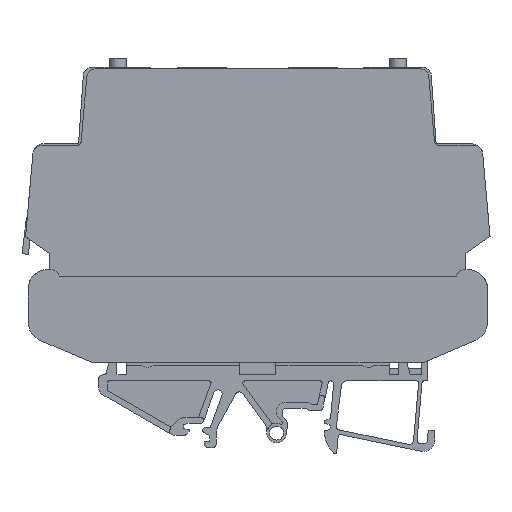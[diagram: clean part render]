
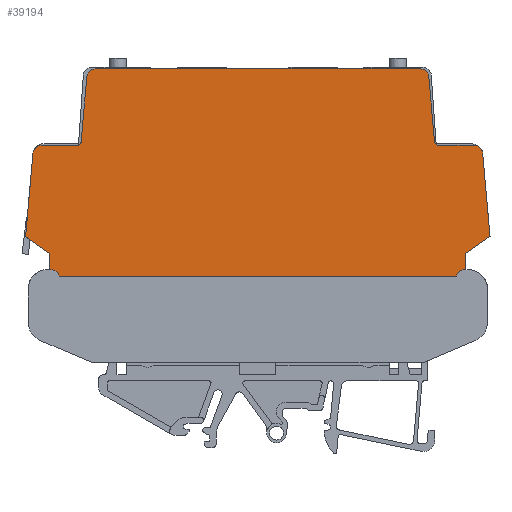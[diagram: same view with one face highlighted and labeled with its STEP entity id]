
A CAD part, left-side view. The second image highlights one B-rep face of the part: STEP entity #39194.
In plain terms, the highlighted planar face has unit normal (-1, 0, 0).
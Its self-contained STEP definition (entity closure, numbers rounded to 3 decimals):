
#39039=AXIS2_PLACEMENT_3D('Plane Axis2P3D',#39036,#39037,#39038) ;
#39059=AXIS2_PLACEMENT_3D('Circle Axis2P3D',#39057,#39058,$) ;
#39073=AXIS2_PLACEMENT_3D('Circle Axis2P3D',#39071,#39072,$) ;
#39087=AXIS2_PLACEMENT_3D('Circle Axis2P3D',#39085,#39086,$) ;
#39101=AXIS2_PLACEMENT_3D('Circle Axis2P3D',#39099,#39100,$) ;
#39115=AXIS2_PLACEMENT_3D('Circle Axis2P3D',#39113,#39114,$) ;
#39129=AXIS2_PLACEMENT_3D('Circle Axis2P3D',#39127,#39128,$) ;
#39162=AXIS2_PLACEMENT_3D('Circle Axis2P3D',#39160,#39161,$) ;
#37609=CARTESIAN_POINT('Vertex',(1.3,103.464,43.352)) ;
#37612=CARTESIAN_POINT('Line Origine',(1.3,103.589,43.352)) ;
#37616=CARTESIAN_POINT('Vertex',(1.3,103.714,43.352)) ;
#37724=CARTESIAN_POINT('Vertex',(1.3,5.963,43.352)) ;
#37750=CARTESIAN_POINT('Vertex',(1.3,5.714,43.352)) ;
#37753=CARTESIAN_POINT('Line Origine',(1.3,5.838,43.352)) ;
#39018=CARTESIAN_POINT('Vertex',(1.3,101.527,41.852)) ;
#39022=CARTESIAN_POINT('Control Point',(1.3,103.464,43.352)) ;
#39023=CARTESIAN_POINT('Control Point',(1.3,102.805,43.352)) ;
#39024=CARTESIAN_POINT('Control Point',(1.3,102.141,43.06)) ;
#39025=CARTESIAN_POINT('Control Point',(1.3,101.692,42.49)) ;
#39026=CARTESIAN_POINT('Control Point',(1.3,101.527,41.852)) ;
#39036=CARTESIAN_POINT('Axis2P3D Location',(1.3,54.714,21.452)) ;
#39041=CARTESIAN_POINT('Line Origine',(1.3,2.857,49.152)) ;
#39045=CARTESIAN_POINT('Vertex',(1.3,0.,51.153)) ;
#39047=CARTESIAN_POINT('Vertex',(1.3,5.714,47.152)) ;
#39050=CARTESIAN_POINT('Line Origine',(1.3,0.861,60.989)) ;
#39054=CARTESIAN_POINT('Vertex',(1.3,1.721,70.826)) ;
#39057=CARTESIAN_POINT('Axis2P3D Location',(1.3,3.714,70.652)) ;
#39061=CARTESIAN_POINT('Vertex',(1.3,3.714,72.652)) ;
#39064=CARTESIAN_POINT('Line Origine',(1.3,7.902,72.652)) ;
#39068=CARTESIAN_POINT('Vertex',(1.3,12.09,72.652)) ;
#39071=CARTESIAN_POINT('Axis2P3D Location',(1.3,12.09,73.652)) ;
#39075=CARTESIAN_POINT('Vertex',(1.3,13.086,73.565)) ;
#39078=CARTESIAN_POINT('Line Origine',(1.3,13.754,81.196)) ;
#39082=CARTESIAN_POINT('Vertex',(1.3,14.421,88.826)) ;
#39085=CARTESIAN_POINT('Axis2P3D Location',(1.3,16.414,88.652)) ;
#39089=CARTESIAN_POINT('Vertex',(1.3,16.414,90.652)) ;
#39092=CARTESIAN_POINT('Line Origine',(1.3,54.714,90.652)) ;
#39096=CARTESIAN_POINT('Vertex',(1.3,93.014,90.652)) ;
#39099=CARTESIAN_POINT('Axis2P3D Location',(1.3,93.014,88.652)) ;
#39103=CARTESIAN_POINT('Vertex',(1.3,95.006,88.826)) ;
#39106=CARTESIAN_POINT('Line Origine',(1.3,95.674,81.196)) ;
#39110=CARTESIAN_POINT('Vertex',(1.3,96.341,73.565)) ;
#39113=CARTESIAN_POINT('Axis2P3D Location',(1.3,97.338,73.652)) ;
#39117=CARTESIAN_POINT('Vertex',(1.3,97.337,72.652)) ;
#39120=CARTESIAN_POINT('Line Origine',(1.3,101.526,72.652)) ;
#39124=CARTESIAN_POINT('Vertex',(1.3,105.714,72.652)) ;
#39127=CARTESIAN_POINT('Axis2P3D Location',(1.3,105.714,70.652)) ;
#39131=CARTESIAN_POINT('Vertex',(1.3,107.706,70.826)) ;
#39134=CARTESIAN_POINT('Line Origine',(1.3,108.567,60.989)) ;
#39138=CARTESIAN_POINT('Vertex',(1.3,109.427,51.153)) ;
#39141=CARTESIAN_POINT('Line Origine',(1.3,106.57,49.152)) ;
#39145=CARTESIAN_POINT('Vertex',(1.3,103.714,47.152)) ;
#39148=CARTESIAN_POINT('Line Origine',(1.3,103.714,45.252)) ;
#39153=CARTESIAN_POINT('Line Origine',(1.3,54.714,41.852)) ;
#39157=CARTESIAN_POINT('Vertex',(1.3,7.9,41.852)) ;
#39160=CARTESIAN_POINT('Axis2P3D Location',(1.3,5.963,41.352)) ;
#39165=CARTESIAN_POINT('Line Origine',(1.3,5.714,45.252)) ;
#37613=DIRECTION('Vector Direction',(0.,-1.,0.)) ;
#37754=DIRECTION('Vector Direction',(0.,-1.,0.)) ;
#39037=DIRECTION('Axis2P3D Direction',(1.,0.,0.)) ;
#39038=DIRECTION('Axis2P3D XDirection',(0.,1.,0.)) ;
#39042=DIRECTION('Vector Direction',(0.,0.819,-0.574)) ;
#39051=DIRECTION('Vector Direction',(0.,-0.087,-0.996)) ;
#39058=DIRECTION('Axis2P3D Direction',(1.,0.,0.)) ;
#39065=DIRECTION('Vector Direction',(0.,-1.,0.)) ;
#39072=DIRECTION('Axis2P3D Direction',(1.,0.,0.)) ;
#39079=DIRECTION('Vector Direction',(0.,-0.087,-0.996)) ;
#39086=DIRECTION('Axis2P3D Direction',(1.,0.,0.)) ;
#39093=DIRECTION('Vector Direction',(0.,-1.,0.)) ;
#39100=DIRECTION('Axis2P3D Direction',(1.,0.,0.)) ;
#39107=DIRECTION('Vector Direction',(0.,-0.087,0.996)) ;
#39114=DIRECTION('Axis2P3D Direction',(1.,0.,0.)) ;
#39121=DIRECTION('Vector Direction',(0.,-1.,0.)) ;
#39128=DIRECTION('Axis2P3D Direction',(1.,0.,0.)) ;
#39135=DIRECTION('Vector Direction',(0.,-0.087,0.996)) ;
#39142=DIRECTION('Vector Direction',(0.,0.819,0.574)) ;
#39149=DIRECTION('Vector Direction',(0.,0.,-1.)) ;
#39154=DIRECTION('Vector Direction',(0.,-1.,0.)) ;
#39161=DIRECTION('Axis2P3D Direction',(1.,0.,0.)) ;
#39166=DIRECTION('Vector Direction',(0.,0.,-1.)) ;
#37614=VECTOR('Line Direction',#37613,1.) ;
#37755=VECTOR('Line Direction',#37754,1.) ;
#39043=VECTOR('Line Direction',#39042,1.) ;
#39052=VECTOR('Line Direction',#39051,1.) ;
#39066=VECTOR('Line Direction',#39065,1.) ;
#39080=VECTOR('Line Direction',#39079,1.) ;
#39094=VECTOR('Line Direction',#39093,1.) ;
#39108=VECTOR('Line Direction',#39107,1.) ;
#39122=VECTOR('Line Direction',#39121,1.) ;
#39136=VECTOR('Line Direction',#39135,1.) ;
#39143=VECTOR('Line Direction',#39142,1.) ;
#39150=VECTOR('Line Direction',#39149,1.) ;
#39155=VECTOR('Line Direction',#39154,1.) ;
#39167=VECTOR('Line Direction',#39166,1.) ;
#39171=ORIENTED_EDGE('',*,*,#39049,.F.) ;
#39172=ORIENTED_EDGE('',*,*,#39056,.F.) ;
#39173=ORIENTED_EDGE('',*,*,#39063,.F.) ;
#39174=ORIENTED_EDGE('',*,*,#39070,.F.) ;
#39175=ORIENTED_EDGE('',*,*,#39077,.T.) ;
#39176=ORIENTED_EDGE('',*,*,#39084,.F.) ;
#39177=ORIENTED_EDGE('',*,*,#39091,.F.) ;
#39178=ORIENTED_EDGE('',*,*,#39098,.F.) ;
#39179=ORIENTED_EDGE('',*,*,#39105,.F.) ;
#39180=ORIENTED_EDGE('',*,*,#39112,.F.) ;
#39181=ORIENTED_EDGE('',*,*,#39119,.T.) ;
#39182=ORIENTED_EDGE('',*,*,#39126,.F.) ;
#39183=ORIENTED_EDGE('',*,*,#39133,.F.) ;
#39184=ORIENTED_EDGE('',*,*,#39140,.F.) ;
#39185=ORIENTED_EDGE('',*,*,#39147,.F.) ;
#39186=ORIENTED_EDGE('',*,*,#39152,.T.) ;
#39187=ORIENTED_EDGE('',*,*,#37618,.T.) ;
#39188=ORIENTED_EDGE('',*,*,#39027,.T.) ;
#39189=ORIENTED_EDGE('',*,*,#39159,.T.) ;
#39190=ORIENTED_EDGE('',*,*,#39164,.T.) ;
#39191=ORIENTED_EDGE('',*,*,#37757,.T.) ;
#39192=ORIENTED_EDGE('',*,*,#39169,.F.) ;
#39194=ADVANCED_FACE('PV-MODUL',(#39193),#39040,.F.) ;
#39021=B_SPLINE_CURVE_WITH_KNOTS('',4,(#39022,#39023,#39024,#39025,#39026),.UNSPECIFIED.,.F.,.U.,(5,5),(-1.318,1.318),.UNSPECIFIED.) ;
#39060=CIRCLE('generated circle',#39059,2.) ;
#39074=CIRCLE('generated circle',#39073,1.) ;
#39088=CIRCLE('generated circle',#39087,2.) ;
#39102=CIRCLE('generated circle',#39101,2.) ;
#39116=CIRCLE('generated circle',#39115,1.) ;
#39130=CIRCLE('generated circle',#39129,2.) ;
#39163=CIRCLE('generated circle',#39162,2.) ;
#37618=EDGE_CURVE('',#37617,#37610,#37615,.T.) ;
#37757=EDGE_CURVE('',#37725,#37751,#37756,.T.) ;
#39027=EDGE_CURVE('',#37610,#39019,#39021,.T.) ;
#39049=EDGE_CURVE('',#39046,#39048,#39044,.T.) ;
#39056=EDGE_CURVE('',#39055,#39046,#39053,.T.) ;
#39063=EDGE_CURVE('',#39062,#39055,#39060,.T.) ;
#39070=EDGE_CURVE('',#39069,#39062,#39067,.T.) ;
#39077=EDGE_CURVE('',#39069,#39076,#39074,.T.) ;
#39084=EDGE_CURVE('',#39083,#39076,#39081,.T.) ;
#39091=EDGE_CURVE('',#39090,#39083,#39088,.T.) ;
#39098=EDGE_CURVE('',#39097,#39090,#39095,.T.) ;
#39105=EDGE_CURVE('',#39104,#39097,#39102,.T.) ;
#39112=EDGE_CURVE('',#39111,#39104,#39109,.T.) ;
#39119=EDGE_CURVE('',#39111,#39118,#39116,.T.) ;
#39126=EDGE_CURVE('',#39125,#39118,#39123,.T.) ;
#39133=EDGE_CURVE('',#39132,#39125,#39130,.T.) ;
#39140=EDGE_CURVE('',#39139,#39132,#39137,.T.) ;
#39147=EDGE_CURVE('',#39146,#39139,#39144,.T.) ;
#39152=EDGE_CURVE('',#39146,#37617,#39151,.T.) ;
#39159=EDGE_CURVE('',#39019,#39158,#39156,.T.) ;
#39164=EDGE_CURVE('',#39158,#37725,#39163,.T.) ;
#39169=EDGE_CURVE('',#39048,#37751,#39168,.T.) ;
#39170=EDGE_LOOP('',(#39171,#39172,#39173,#39174,#39175,#39176,#39177,#39178,#39179,#39180,#39181,#39182,#39183,#39184,#39185,#39186,#39187,#39188,#39189,#39190,#39191,#39192)) ;
#39193=FACE_OUTER_BOUND('',#39170,.T.) ;
#37615=LINE('Line',#37612,#37614) ;
#37756=LINE('Line',#37753,#37755) ;
#39044=LINE('Line',#39041,#39043) ;
#39053=LINE('Line',#39050,#39052) ;
#39067=LINE('Line',#39064,#39066) ;
#39081=LINE('Line',#39078,#39080) ;
#39095=LINE('Line',#39092,#39094) ;
#39109=LINE('Line',#39106,#39108) ;
#39123=LINE('Line',#39120,#39122) ;
#39137=LINE('Line',#39134,#39136) ;
#39144=LINE('Line',#39141,#39143) ;
#39151=LINE('Line',#39148,#39150) ;
#39156=LINE('Line',#39153,#39155) ;
#39168=LINE('Line',#39165,#39167) ;
#39040=PLANE('',#39039) ;
#37610=VERTEX_POINT('',#37609) ;
#37617=VERTEX_POINT('',#37616) ;
#37725=VERTEX_POINT('',#37724) ;
#37751=VERTEX_POINT('',#37750) ;
#39019=VERTEX_POINT('',#39018) ;
#39046=VERTEX_POINT('',#39045) ;
#39048=VERTEX_POINT('',#39047) ;
#39055=VERTEX_POINT('',#39054) ;
#39062=VERTEX_POINT('',#39061) ;
#39069=VERTEX_POINT('',#39068) ;
#39076=VERTEX_POINT('',#39075) ;
#39083=VERTEX_POINT('',#39082) ;
#39090=VERTEX_POINT('',#39089) ;
#39097=VERTEX_POINT('',#39096) ;
#39104=VERTEX_POINT('',#39103) ;
#39111=VERTEX_POINT('',#39110) ;
#39118=VERTEX_POINT('',#39117) ;
#39125=VERTEX_POINT('',#39124) ;
#39132=VERTEX_POINT('',#39131) ;
#39139=VERTEX_POINT('',#39138) ;
#39146=VERTEX_POINT('',#39145) ;
#39158=VERTEX_POINT('',#39157) ;
